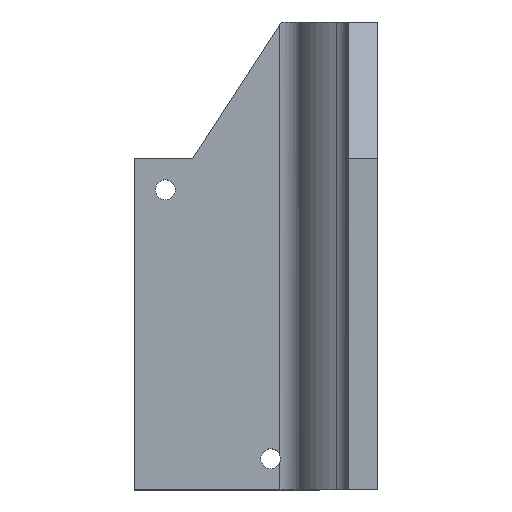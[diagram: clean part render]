
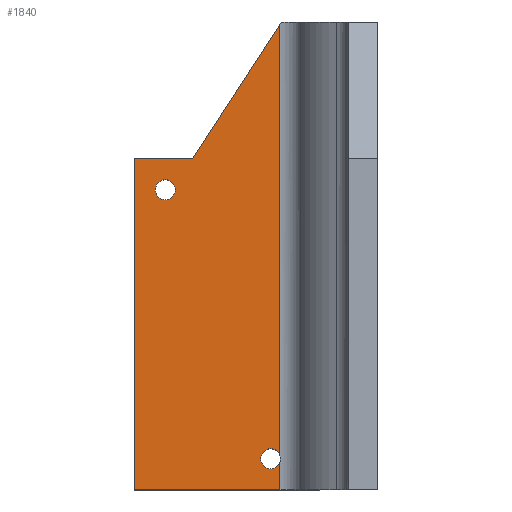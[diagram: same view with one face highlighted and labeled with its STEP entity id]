
A CAD part, top view. The second image highlights one B-rep face of the part: STEP entity #1840.
In plain terms, the highlighted planar face has unit normal (0, 0, 1).
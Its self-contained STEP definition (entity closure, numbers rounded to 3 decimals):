
#233=CARTESIAN_POINT('Vertex',(-31.877,18.367,-9.525)) ;
#236=CARTESIAN_POINT('Line Origine',(-31.877,-59.556,-9.525)) ;
#240=CARTESIAN_POINT('Vertex',(-31.877,-122.096,-9.525)) ;
#249=CARTESIAN_POINT('Vertex',(-31.877,-124.284,-9.525)) ;
#252=CARTESIAN_POINT('Line Origine',(-31.877,-59.556,-9.525)) ;
#256=CARTESIAN_POINT('Vertex',(-31.877,-133.35,-9.525)) ;
#404=CARTESIAN_POINT('Line Origine',(-55.626,-133.35,-9.525)) ;
#408=CARTESIAN_POINT('Vertex',(-79.375,-133.35,-9.525)) ;
#1302=CARTESIAN_POINT('Vertex',(-79.375,-25.4,-9.525)) ;
#1305=CARTESIAN_POINT('Line Origine',(-69.85,-25.4,-9.525)) ;
#1309=CARTESIAN_POINT('Vertex',(-60.325,-25.4,-9.525)) ;
#1341=CARTESIAN_POINT('Line Origine',(-79.375,-79.375,-9.525)) ;
#1774=CARTESIAN_POINT('Line Origine',(-46.101,-3.517,-9.525)) ;
#1787=CARTESIAN_POINT('Axis2P3D Location',(-39.688,-63.5,-9.525)) ;
#1792=CARTESIAN_POINT('Axis2P3D Location',(-34.925,-123.19,-9.525)) ;
#1796=CARTESIAN_POINT('Vertex',(-34.925,-126.429,-9.525)) ;
#1799=CARTESIAN_POINT('Axis2P3D Location',(-34.925,-123.19,-9.525)) ;
#1803=CARTESIAN_POINT('Vertex',(-34.925,-119.952,-9.525)) ;
#1806=CARTESIAN_POINT('Axis2P3D Location',(-34.925,-123.19,-9.525)) ;
#1822=CARTESIAN_POINT('Axis2P3D Location',(-69.215,-35.56,-9.525)) ;
#1826=CARTESIAN_POINT('Vertex',(-69.215,-32.322,-9.525)) ;
#1828=CARTESIAN_POINT('Vertex',(-69.215,-38.799,-9.525)) ;
#1831=CARTESIAN_POINT('Axis2P3D Location',(-69.215,-35.56,-9.525)) ;
#238=VECTOR('Line Direction',#237,1.) ;
#254=VECTOR('Line Direction',#253,1.) ;
#406=VECTOR('Line Direction',#405,1.) ;
#1307=VECTOR('Line Direction',#1306,1.) ;
#1343=VECTOR('Line Direction',#1342,1.) ;
#1776=VECTOR('Line Direction',#1775,1.) ;
#237=DIRECTION('Vector Direction',(0.,1.,0.)) ;
#253=DIRECTION('Vector Direction',(0.,1.,0.)) ;
#405=DIRECTION('Vector Direction',(-1.,0.,0.)) ;
#1306=DIRECTION('Vector Direction',(-1.,0.,0.)) ;
#1342=DIRECTION('Vector Direction',(0.,1.,0.)) ;
#1775=DIRECTION('Vector Direction',(-0.545,-0.838,0.)) ;
#1788=DIRECTION('Axis2P3D Direction',(0.,0.,1.)) ;
#1789=DIRECTION('Axis2P3D XDirection',(-0.545,-0.838,0.)) ;
#1793=DIRECTION('Axis2P3D Direction',(0.,0.,1.)) ;
#1800=DIRECTION('Axis2P3D Direction',(0.,0.,1.)) ;
#1807=DIRECTION('Axis2P3D Direction',(0.,0.,1.)) ;
#1823=DIRECTION('Axis2P3D Direction',(0.,0.,1.)) ;
#1832=DIRECTION('Axis2P3D Direction',(0.,0.,1.)) ;
#1790=AXIS2_PLACEMENT_3D('Plane Axis2P3D',#1787,#1788,#1789) ;
#1794=AXIS2_PLACEMENT_3D('Circle Axis2P3D',#1792,#1793,$) ;
#1801=AXIS2_PLACEMENT_3D('Circle Axis2P3D',#1799,#1800,$) ;
#1808=AXIS2_PLACEMENT_3D('Circle Axis2P3D',#1806,#1807,$) ;
#1824=AXIS2_PLACEMENT_3D('Circle Axis2P3D',#1822,#1823,$) ;
#1833=AXIS2_PLACEMENT_3D('Circle Axis2P3D',#1831,#1832,$) ;
#239=LINE('Line',#236,#238) ;
#255=LINE('Line',#252,#254) ;
#407=LINE('Line',#404,#406) ;
#1308=LINE('Line',#1305,#1307) ;
#1344=LINE('Line',#1341,#1343) ;
#1777=LINE('Line',#1774,#1776) ;
#1795=CIRCLE('generated circle',#1794,3.239) ;
#1802=CIRCLE('generated circle',#1801,3.239) ;
#1809=CIRCLE('generated circle',#1808,3.239) ;
#1825=CIRCLE('generated circle',#1824,3.239) ;
#1834=CIRCLE('generated circle',#1833,3.239) ;
#1791=PLANE('',#1790) ;
#1839=FACE_BOUND('',#1836,.T.) ;
#242=EDGE_CURVE('',#234,#241,#239,.F.) ;
#258=EDGE_CURVE('',#250,#257,#255,.F.) ;
#410=EDGE_CURVE('',#257,#409,#407,.T.) ;
#1311=EDGE_CURVE('',#1310,#1303,#1308,.T.) ;
#1345=EDGE_CURVE('',#1303,#409,#1344,.F.) ;
#1778=EDGE_CURVE('',#234,#1310,#1777,.T.) ;
#1798=EDGE_CURVE('',#1797,#250,#1795,.T.) ;
#1805=EDGE_CURVE('',#1804,#1797,#1802,.T.) ;
#1810=EDGE_CURVE('',#241,#1804,#1809,.T.) ;
#1830=EDGE_CURVE('',#1827,#1829,#1825,.T.) ;
#1835=EDGE_CURVE('',#1829,#1827,#1834,.T.) ;
#1812=ORIENTED_EDGE('',*,*,#1778,.T.) ;
#1813=ORIENTED_EDGE('',*,*,#1311,.T.) ;
#1814=ORIENTED_EDGE('',*,*,#1345,.T.) ;
#1815=ORIENTED_EDGE('',*,*,#410,.F.) ;
#1816=ORIENTED_EDGE('',*,*,#258,.F.) ;
#1817=ORIENTED_EDGE('',*,*,#1798,.F.) ;
#1818=ORIENTED_EDGE('',*,*,#1805,.F.) ;
#1819=ORIENTED_EDGE('',*,*,#1810,.F.) ;
#1820=ORIENTED_EDGE('',*,*,#242,.F.) ;
#1837=ORIENTED_EDGE('',*,*,#1830,.F.) ;
#1838=ORIENTED_EDGE('',*,*,#1835,.F.) ;
#1811=EDGE_LOOP('',(#1812,#1813,#1814,#1815,#1816,#1817,#1818,#1819,#1820)) ;
#1836=EDGE_LOOP('',(#1837,#1838)) ;
#234=VERTEX_POINT('',#233) ;
#241=VERTEX_POINT('',#240) ;
#250=VERTEX_POINT('',#249) ;
#257=VERTEX_POINT('',#256) ;
#409=VERTEX_POINT('',#408) ;
#1303=VERTEX_POINT('',#1302) ;
#1310=VERTEX_POINT('',#1309) ;
#1797=VERTEX_POINT('',#1796) ;
#1804=VERTEX_POINT('',#1803) ;
#1827=VERTEX_POINT('',#1826) ;
#1829=VERTEX_POINT('',#1828) ;
#1840=ADVANCED_FACE('PartBody',(#1821,#1839),#1791,.T.) ;
#1821=FACE_OUTER_BOUND('',#1811,.T.) ;
